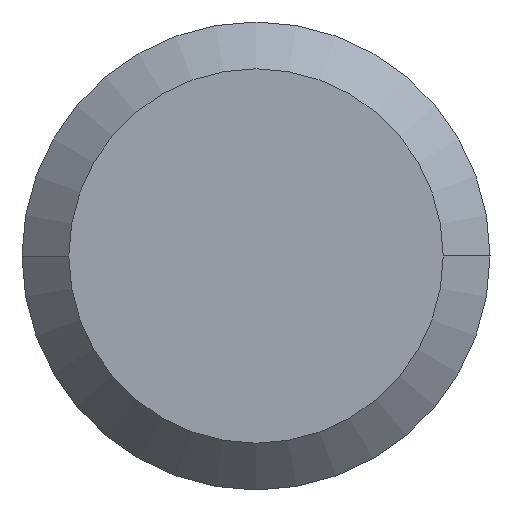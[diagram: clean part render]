
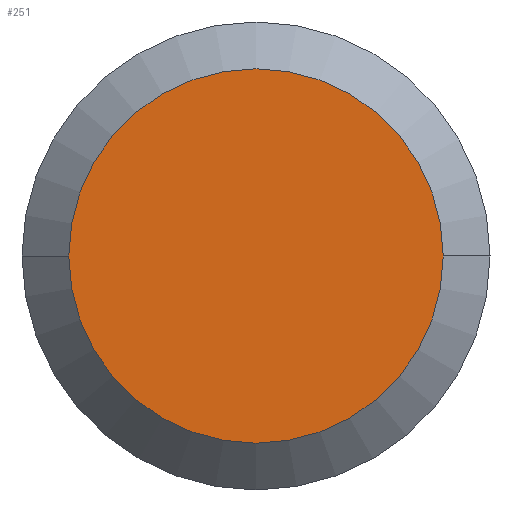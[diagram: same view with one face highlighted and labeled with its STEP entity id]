
A CAD part, left-side view. The second image highlights one B-rep face of the part: STEP entity #251.
In plain terms, the highlighted planar face has unit normal (-1, 0, 0).
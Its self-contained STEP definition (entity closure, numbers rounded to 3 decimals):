
#24 = DIRECTION ( 'NONE',  ( 0., 1., 0. ) ) ;
#50 = ORIENTED_EDGE ( 'NONE', *, *, #80, .F. ) ;
#70 = VERTEX_POINT ( 'NONE', #175 ) ;
#80 = EDGE_CURVE ( 'NONE', #70, #228, #344, .T. ) ;
#89 = CARTESIAN_POINT ( 'NONE',  ( 0., 1.6, 0. ) ) ;
#131 = DIRECTION ( 'NONE',  ( 0., -1., 0. ) ) ;
#144 = AXIS2_PLACEMENT_3D ( 'NONE', #324, #415, #131 ) ;
#164 = AXIS2_PLACEMENT_3D ( 'NONE', #218, #350, #24 ) ;
#175 = CARTESIAN_POINT ( 'NONE',  ( 0., -1.6, 0. ) ) ;
#182 = FACE_OUTER_BOUND ( 'NONE', #183, .T. ) ;
#183 = EDGE_LOOP ( 'NONE', ( #299, #50 ) ) ;
#203 = EDGE_CURVE ( 'NONE', #228, #70, #227, .T. ) ;
#206 = CARTESIAN_POINT ( 'NONE',  ( 0., 0., 0. ) ) ;
#218 = CARTESIAN_POINT ( 'NONE',  ( 0., 0., 0. ) ) ;
#227 = CIRCLE ( 'NONE', #164, 1.6 ) ;
#228 = VERTEX_POINT ( 'NONE', #89 ) ;
#248 = AXIS2_PLACEMENT_3D ( 'NONE', #206, #395, #305 ) ;
#251 = ADVANCED_FACE ( 'NONE', ( #182 ), #321, .T. ) ;
#299 = ORIENTED_EDGE ( 'NONE', *, *, #203, .F. ) ;
#305 = DIRECTION ( 'NONE',  ( 0., 1., 0. ) ) ;
#321 = PLANE ( 'NONE',  #144 ) ;
#324 = CARTESIAN_POINT ( 'NONE',  ( 0., 0., 0. ) ) ;
#344 = CIRCLE ( 'NONE', #248, 1.6 ) ;
#350 = DIRECTION ( 'NONE',  ( 1., 0., 0. ) ) ;
#395 = DIRECTION ( 'NONE',  ( 1., 0., 0. ) ) ;
#415 = DIRECTION ( 'NONE',  ( -1., 0., 0. ) ) ;
